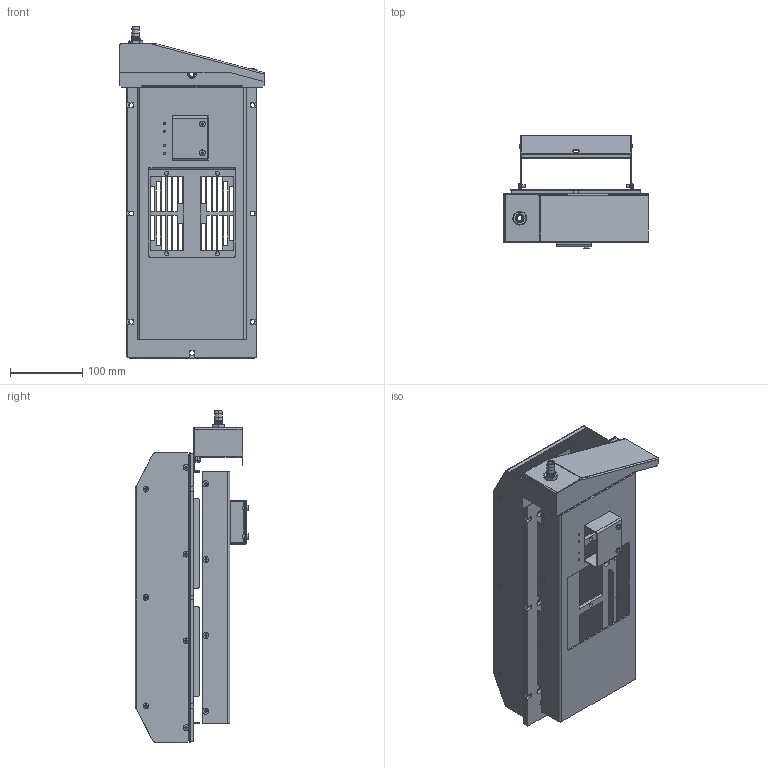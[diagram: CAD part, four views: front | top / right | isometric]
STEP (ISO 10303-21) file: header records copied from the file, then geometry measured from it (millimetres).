
FILE_DESCRIPTION((''),'2;1');
FILE_NAME('ASM0001_ASM','2017-07-12T',('briang'),(''),'CREO PARAMETRIC BY PTC INC, 2014500','CREO PARAMETRIC BY PTC INC, 2014500','');
FILE_SCHEMA(('CONFIG_CONTROL_DESIGN'));
Length unit declared in the file: millimetre
Products named in the file (21): TG3200_AMBIENT_BASE_1; TG3200_AMBIENT_INSULATION_1; TG3200_AMB_COVER_1; POPRIVET_4X8_A2_A2_PULLED_1; SCREW_DIN_7985-M4X6_Z_TORX_1; TG3200_AMB_COVER_ASM_1_ASM; TG3200_INTERNAL_DEFLECTOR_1; SCREW_DIN_965-M4X6-4_8_1; TG3200_INTERNAL_DEFLECTOR_ASM_1_ASM; TG3200_WIRE_COVER_1; SCREW_DIN_7985-M4X6_Z_PL_1; TG3200_COMPLETE_ASM_1_ASM; TG3152_TG3200_TG3250_CON-170692; NYLON_WASHER_17_04X12_6X0_79_1; WATERTRAY_DRAIN_FITTING_1; LOCK_NUT_12X1_RAL9005_1; TG3152_TG3200_TG3250_CON-170702_ASM; WASHER_NYLON_M6_1; LOCKNUT_DIN_985_M6-A2_1; TG3152_3200_3250_COND_DRAIN_ASY_ASM; ASM0001_ASM
Assembly tree (40 placements, depth 5):
  ASM0001_ASM
    TG3152_3200_3250_COND_DRAIN_ASY_ASM
      TG3200_COMPLETE_ASM_1_ASM
        TG3200_AMBIENT_BASE_1
        TG3200_AMBIENT_INSULATION_1
        TG3200_AMB_COVER_ASM_1_ASM
          TG3200_AMB_COVER_1
          POPRIVET_4X8_A2_A2_PULLED_1  x6
          SCREW_DIN_7985-M4X6_Z_TORX_1  x8
        TG3200_INTERNAL_DEFLECTOR_ASM_1_ASM
          TG3200_INTERNAL_DEFLECTOR_1
          SCREW_DIN_965-M4X6-4_8_1  x8
        TG3200_WIRE_COVER_1
        SCREW_DIN_7985-M4X6_Z_PL_1  x2
      TG3152_TG3200_TG3250_CON-170702_ASM
        TG3152_TG3200_TG3250_CON-170692
        NYLON_WASHER_17_04X12_6X0_79_1
        WATERTRAY_DRAIN_FITTING_1
        LOCK_NUT_12X1_RAL9005_1
      WASHER_NYLON_M6_1
      LOCKNUT_DIN_985_M6-A2_1
Bounding box: 200.11 x 157.52 x 459.5 mm (x, y, z)
Volume: 537809.4 mm3; surface area: 617478.9 mm2
Topology: 35 solids, 42 shells, 1997 faces, 5305 edges, 3391 vertices
Faces by surface type: plane 885, cylinder 566, torus 236, cone 216, bspline 70, sphere 20, extrusion 4
Entity records: 44471 total; most frequent: CARTESIAN_POINT 12683, DIRECTION 6672, ORIENTED_EDGE 6474, EDGE_CURVE 3249, AXIS2_PLACEMENT_3D 2485, VERTEX_POINT 2102, VECTOR 1702, LINE 1698
